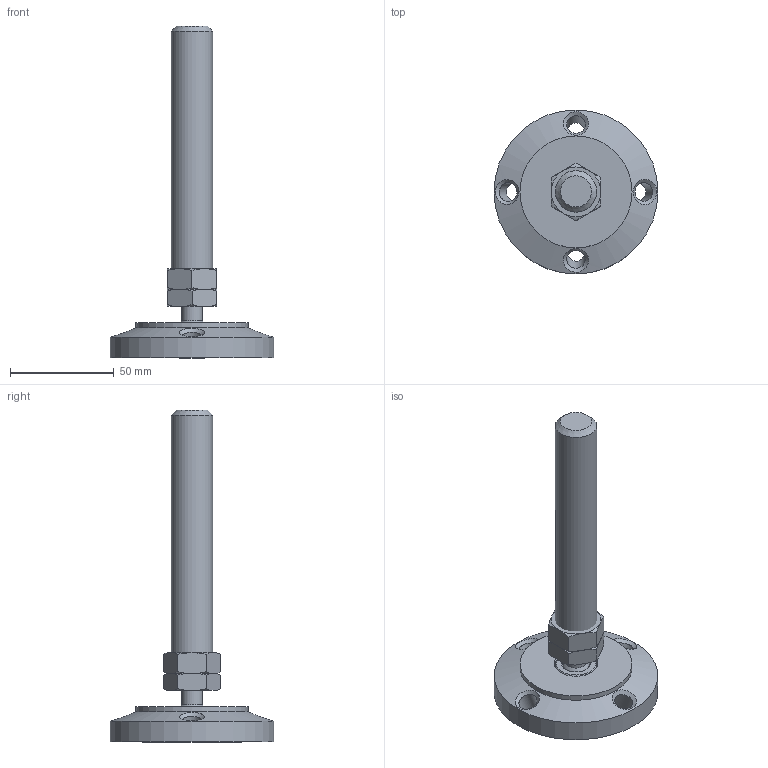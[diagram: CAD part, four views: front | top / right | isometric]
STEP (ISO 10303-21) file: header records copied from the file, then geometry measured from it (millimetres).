
FILE_DESCRIPTION(/* description */ ('Stellfuß D79 M16 VAB L=160'),/* implementation_level */ '2;1');
FILE_NAME(/* name */ 'SF0760V_B.stp',/* time_stamp */ '2022-09-14T15:58:29+02:00',/* author */ ('marina kaa'),/* organization */ (''),/* preprocessor_version */ 'ST-DEVELOPER v18.1',/* originating_system */ 'Autodesk Inventor 2020',/* authorisation */ '');
FILE_SCHEMA (('AUTOMOTIVE_DESIGN { 1 0 10303 214 3 1 1 }'));
Length unit declared in the file: millimetre
Products named in the file (5): SF0760V_B; ME9601601_A; ME1501000-A; ME14201541270_A; ME1700020_A
Assembly tree (4 placements, depth 2):
  SF0760V_B
    ME9601601_A
    ME1501000-A
    ME14201541270_A
    ME1700020_A
Bounding box: 79 x 79 x 160.03 mm (x, y, z)
Volume: 113877 mm3; surface area: 28420.9 mm2
Topology: 4 solids, 4 shells, 77 faces, 199 edges, 134 vertices
Faces by surface type: plane 25, cone 19, bspline 16, cylinder 15, sphere 2
Full cylindrical faces by diameter (mm): 9 x4, 9.9 x1, 12.95 x1, 17.294 x1, 20 x5, 21 x1, 54 x1, 79 x1
Entity records: 3233 total; most frequent: CARTESIAN_POINT 1252, ORIENTED_EDGE 394, DIRECTION 357, EDGE_CURVE 197, AXIS2_PLACEMENT_3D 154, VERTEX_POINT 135, EDGE_LOOP 94, FACE_OUTER_BOUND 77
